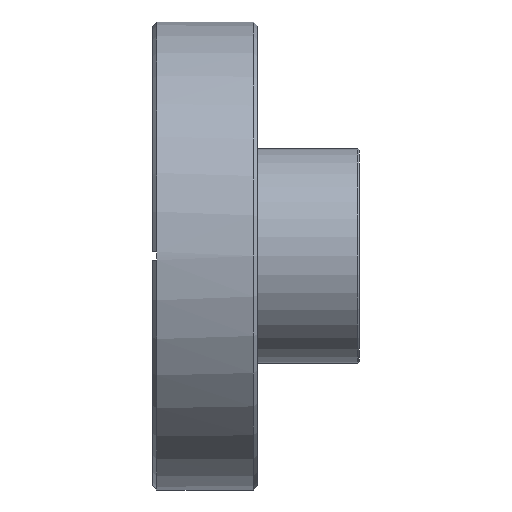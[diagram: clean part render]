
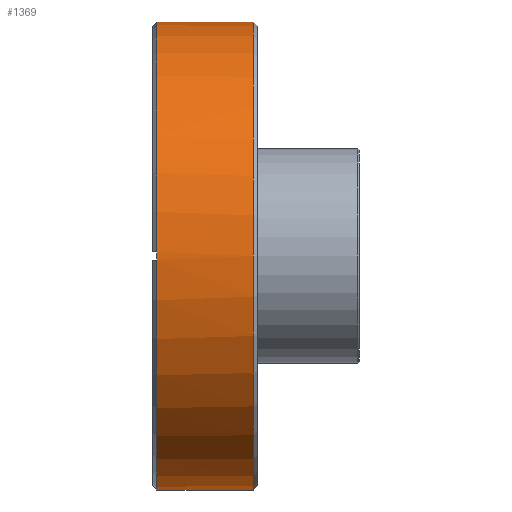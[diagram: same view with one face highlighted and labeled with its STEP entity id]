
A CAD part, left-side view. The second image highlights one B-rep face of the part: STEP entity #1369.
In plain terms, the highlighted cylindrical face has radius 17 mm (diameter 34 mm), a partial arc.
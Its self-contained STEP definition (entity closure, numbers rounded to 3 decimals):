
#43 = VECTOR ( 'NONE', #2380, 1000. ) ;
#46 = AXIS2_PLACEMENT_3D ( 'NONE', #1093, #2382, #1267 ) ;
#106 = AXIS2_PLACEMENT_3D ( 'NONE', #1894, #1910, #1999 ) ;
#165 = EDGE_LOOP ( 'NONE', ( #2366, #1298, #718, #1371, #2186, #1178 ) ) ;
#187 = CIRCLE ( 'NONE', #380, 17. ) ;
#339 = FACE_OUTER_BOUND ( 'NONE', #165, .T. ) ;
#380 = AXIS2_PLACEMENT_3D ( 'NONE', #1083, #1197, #1206 ) ;
#391 = VERTEX_POINT ( 'NONE', #817 ) ;
#635 = VERTEX_POINT ( 'NONE', #875 ) ;
#691 = AXIS2_PLACEMENT_3D ( 'NONE', #2119, #1733, #2179 ) ;
#700 = CARTESIAN_POINT ( 'NONE',  ( -16.997, 7.3, 0.3 ) ) ;
#718 = ORIENTED_EDGE ( 'NONE', *, *, #1688, .T. ) ;
#817 = CARTESIAN_POINT ( 'NONE',  ( 0., 7.3, 17. ) ) ;
#875 = CARTESIAN_POINT ( 'NONE',  ( -16.997, 7.3, -0.3 ) ) ;
#989 = CARTESIAN_POINT ( 'NONE',  ( 0., 7.3, 0. ) ) ;
#1077 = CARTESIAN_POINT ( 'NONE',  ( 0., 53.835, 17. ) ) ;
#1083 = CARTESIAN_POINT ( 'NONE',  ( 0., 7.3, 0. ) ) ;
#1093 = CARTESIAN_POINT ( 'NONE',  ( 0., 0.3, 0. ) ) ;
#1165 = DIRECTION ( 'NONE',  ( 0., 0., 1. ) ) ;
#1178 = ORIENTED_EDGE ( 'NONE', *, *, #1684, .T. ) ;
#1197 = DIRECTION ( 'NONE',  ( 0., -1., 0. ) ) ;
#1198 = VERTEX_POINT ( 'NONE', #1636 ) ;
#1206 = DIRECTION ( 'NONE',  ( 0., 0., 1. ) ) ;
#1232 = DIRECTION ( 'NONE',  ( 0., 1., 0. ) ) ;
#1267 = DIRECTION ( 'NONE',  ( 0., 0., -1. ) ) ;
#1298 = ORIENTED_EDGE ( 'NONE', *, *, #1993, .T. ) ;
#1300 = LINE ( 'NONE', #1077, #2298 ) ;
#1369 = ADVANCED_FACE ( 'NONE', ( #339 ), #2442, .T. ) ;
#1371 = ORIENTED_EDGE ( 'NONE', *, *, #1936, .T. ) ;
#1473 = CIRCLE ( 'NONE', #2519, 17. ) ;
#1577 = CIRCLE ( 'NONE', #106, 17. ) ;
#1636 = CARTESIAN_POINT ( 'NONE',  ( 0., 0.3, 17. ) ) ;
#1656 = CARTESIAN_POINT ( 'NONE',  ( 0., 7.3, -17. ) ) ;
#1684 = EDGE_CURVE ( 'NONE', #635, #1933, #187, .T. ) ;
#1688 = EDGE_CURVE ( 'NONE', #1198, #391, #1300, .T. ) ;
#1708 = EDGE_CURVE ( 'NONE', #2286, #1933, #2346, .T. ) ;
#1733 = DIRECTION ( 'NONE',  ( 0., 1., 0. ) ) ;
#1779 = VERTEX_POINT ( 'NONE', #700 ) ;
#1894 = CARTESIAN_POINT ( 'NONE',  ( 0., 7.3, 0. ) ) ;
#1910 = DIRECTION ( 'NONE',  ( 0., -1., 0. ) ) ;
#1933 = VERTEX_POINT ( 'NONE', #1656 ) ;
#1936 = EDGE_CURVE ( 'NONE', #391, #1779, #1577, .T. ) ;
#1993 = EDGE_CURVE ( 'NONE', #2286, #1198, #2316, .T. ) ;
#1999 = DIRECTION ( 'NONE',  ( 0., 0., 1. ) ) ;
#2048 = CARTESIAN_POINT ( 'NONE',  ( 0., 53.835, -17. ) ) ;
#2085 = EDGE_CURVE ( 'NONE', #1779, #635, #1473, .T. ) ;
#2119 = CARTESIAN_POINT ( 'NONE',  ( 0., 53.835, 0. ) ) ;
#2179 = DIRECTION ( 'NONE',  ( 0., 0., 1. ) ) ;
#2186 = ORIENTED_EDGE ( 'NONE', *, *, #2085, .T. ) ;
#2285 = DIRECTION ( 'NONE',  ( 0., -1., 0. ) ) ;
#2286 = VERTEX_POINT ( 'NONE', #2506 ) ;
#2298 = VECTOR ( 'NONE', #1232, 1000. ) ;
#2316 = CIRCLE ( 'NONE', #46, 17. ) ;
#2346 = LINE ( 'NONE', #2048, #43 ) ;
#2366 = ORIENTED_EDGE ( 'NONE', *, *, #1708, .F. ) ;
#2380 = DIRECTION ( 'NONE',  ( 0., 1., 0. ) ) ;
#2382 = DIRECTION ( 'NONE',  ( 0., 1., 0. ) ) ;
#2442 = CYLINDRICAL_SURFACE ( 'NONE', #691, 17. ) ;
#2506 = CARTESIAN_POINT ( 'NONE',  ( 0., 0.3, -17. ) ) ;
#2519 = AXIS2_PLACEMENT_3D ( 'NONE', #989, #2285, #1165 ) ;
